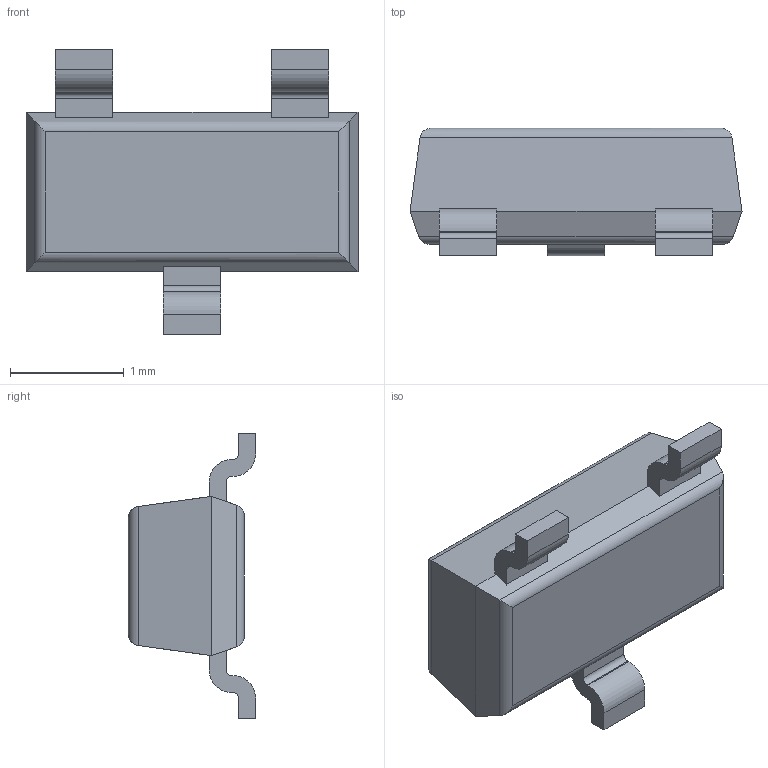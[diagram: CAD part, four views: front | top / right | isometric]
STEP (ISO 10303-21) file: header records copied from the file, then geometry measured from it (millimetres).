
FILE_DESCRIPTION (( 'STEP AP214' ), '1' );
FILE_NAME ('FDN336P.STEP', '2021-07-22T03:02:48', ( '' ), ( '' ), 'SwSTEP 2.0', 'SolidWorks 2017', '' );
FILE_SCHEMA (( 'AUTOMOTIVE_DESIGN' ));
Length unit declared in the file: millimetre
Products named in the file (1): FDN336P
Bounding box: 2.92 x 1.12 x 2.51 mm (x, y, z)
Volume: 3.9 mm3; surface area: 19.1 mm2
Topology: 4 solids, 4 shells, 75 faces, 189 edges, 122 vertices
Faces by surface type: plane 55, cylinder 20
Entity records: 2580 total; most frequent: CARTESIAN_POINT 411, ORIENTED_EDGE 378, DIRECTION 357, EDGE_CURVE 189, LINE 157, VECTOR 157, VERTEX_POINT 122, AXIS2_PLACEMENT_3D 100
